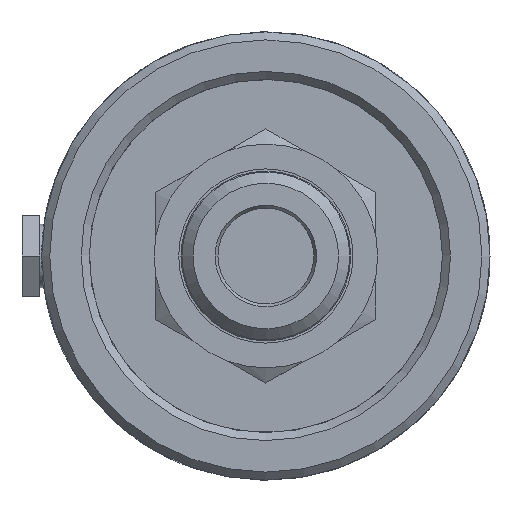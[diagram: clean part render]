
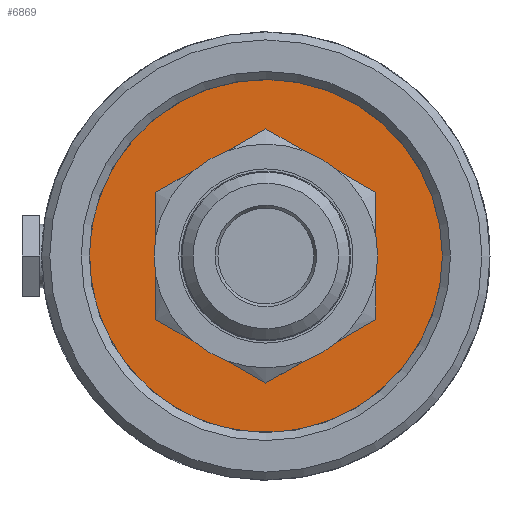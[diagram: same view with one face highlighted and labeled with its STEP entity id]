
A CAD part, left-side view. The second image highlights one B-rep face of the part: STEP entity #6869.
In plain terms, the highlighted planar face has unit normal (-1, 0, 0).
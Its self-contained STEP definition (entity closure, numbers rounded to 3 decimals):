
#88=FACE_BOUND('',#2339,.T.);
#1914=FACE_OUTER_BOUND('',#2338,.T.);
#2338=EDGE_LOOP('',(#5941,#5942));
#2339=EDGE_LOOP('',(#5943));
#2617=CIRCLE('',#7306,17.525);
#2618=CIRCLE('',#7307,17.525);
#2619=CIRCLE('',#7308,9.575);
#3238=VERTEX_POINT('',#50575);
#3239=VERTEX_POINT('',#50576);
#3240=VERTEX_POINT('',#50579);
#4172=EDGE_CURVE('',#3238,#3239,#2617,.T.);
#4173=EDGE_CURVE('',#3239,#3238,#2618,.T.);
#4174=EDGE_CURVE('',#3240,#3240,#2619,.T.);
#5941=ORIENTED_EDGE('',*,*,#4172,.F.);
#5942=ORIENTED_EDGE('',*,*,#4173,.F.);
#5943=ORIENTED_EDGE('',*,*,#4174,.F.);
#6548=PLANE('',#7305);
#6869=ADVANCED_FACE('',(#1914,#88),#6548,.F.);
#7305=AXIS2_PLACEMENT_3D('',#50574,#8394,#8395);
#7306=AXIS2_PLACEMENT_3D('',#50577,#8396,#8397);
#7307=AXIS2_PLACEMENT_3D('',#50578,#8398,#8399);
#7308=AXIS2_PLACEMENT_3D('',#50580,#8400,#8401);
#8394=DIRECTION('center_axis',(1.,0.,0.));
#8395=DIRECTION('ref_axis',(0.,0.,-1.));
#8396=DIRECTION('center_axis',(1.,0.,0.));
#8397=DIRECTION('ref_axis',(0.,1.,0.));
#8398=DIRECTION('center_axis',(1.,0.,0.));
#8399=DIRECTION('ref_axis',(0.,1.,0.));
#8400=DIRECTION('center_axis',(-1.,0.,0.));
#8401=DIRECTION('ref_axis',(0.,1.,0.));
#50574=CARTESIAN_POINT('Origin',(2.49,-1.357,0.));
#50575=CARTESIAN_POINT('',(2.49,-17.375,-2.286));
#50576=CARTESIAN_POINT('',(2.49,-17.525,0.));
#50577=CARTESIAN_POINT('Origin',(2.49,0.,0.));
#50578=CARTESIAN_POINT('Origin',(2.49,0.,0.));
#50579=CARTESIAN_POINT('',(2.49,-9.575,0.));
#50580=CARTESIAN_POINT('Origin',(2.49,0.,0.));
